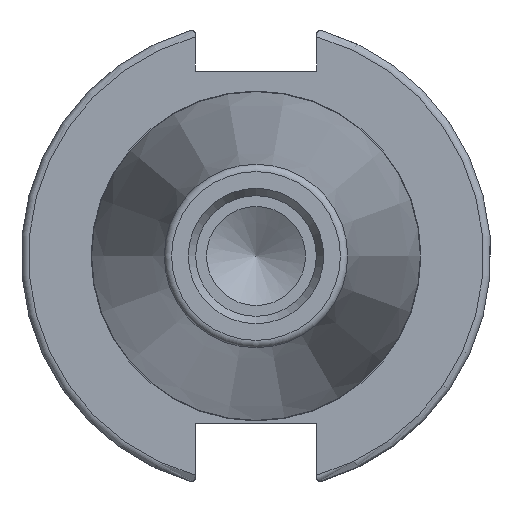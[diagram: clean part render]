
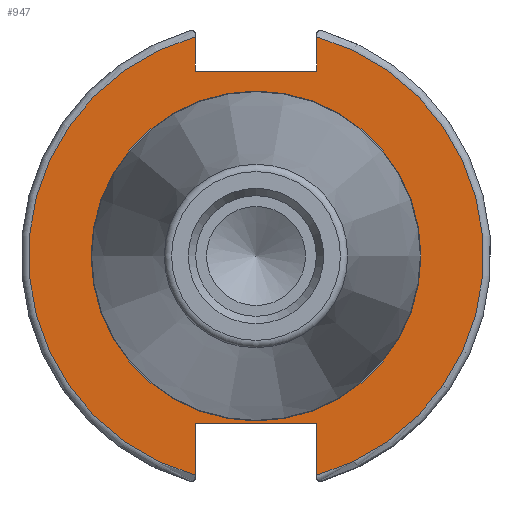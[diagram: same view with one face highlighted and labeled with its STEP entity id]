
A CAD part, left-side view. The second image highlights one B-rep face of the part: STEP entity #947.
In plain terms, the highlighted planar face has unit normal (-1, 0, 0).
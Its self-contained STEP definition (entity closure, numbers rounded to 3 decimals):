
#30=FACE_BOUND('',#174,.T.);
#59=CIRCLE('',#1030,30.75);
#61=CIRCLE('',#1033,30.75);
#62=CIRCLE('',#1034,22.3);
#116=FACE_OUTER_BOUND('',#173,.T.);
#173=EDGE_LOOP('',(#656,#657,#658,#659,#660,#661,#662,#663));
#174=EDGE_LOOP('',(#664));
#253=LINE('',#1457,#311);
#256=LINE('',#1511,#314);
#257=LINE('',#1513,#315);
#258=LINE('',#1517,#316);
#259=LINE('',#1519,#317);
#260=LINE('',#1520,#318);
#311=VECTOR('',#1145,10.);
#314=VECTOR('',#1168,10.);
#315=VECTOR('',#1169,10.);
#316=VECTOR('',#1172,10.);
#317=VECTOR('',#1173,10.);
#318=VECTOR('',#1174,10.);
#381=VERTEX_POINT('',#1421);
#391=VERTEX_POINT('',#1455);
#398=VERTEX_POINT('',#1490);
#401=VERTEX_POINT('',#1510);
#402=VERTEX_POINT('',#1512);
#403=VERTEX_POINT('',#1514);
#404=VERTEX_POINT('',#1516);
#405=VERTEX_POINT('',#1518);
#406=VERTEX_POINT('',#1521);
#488=EDGE_CURVE('',#381,#391,#253,.T.);
#498=EDGE_CURVE('',#381,#398,#59,.T.);
#502=EDGE_CURVE('',#391,#401,#256,.T.);
#503=EDGE_CURVE('',#401,#402,#257,.T.);
#504=EDGE_CURVE('',#403,#402,#61,.T.);
#505=EDGE_CURVE('',#403,#404,#258,.T.);
#506=EDGE_CURVE('',#404,#405,#259,.T.);
#507=EDGE_CURVE('',#405,#398,#260,.T.);
#508=EDGE_CURVE('',#406,#406,#62,.T.);
#656=ORIENTED_EDGE('',*,*,#488,.T.);
#657=ORIENTED_EDGE('',*,*,#502,.T.);
#658=ORIENTED_EDGE('',*,*,#503,.T.);
#659=ORIENTED_EDGE('',*,*,#504,.F.);
#660=ORIENTED_EDGE('',*,*,#505,.T.);
#661=ORIENTED_EDGE('',*,*,#506,.T.);
#662=ORIENTED_EDGE('',*,*,#507,.T.);
#663=ORIENTED_EDGE('',*,*,#498,.F.);
#664=ORIENTED_EDGE('',*,*,#508,.F.);
#921=PLANE('',#1032);
#947=ADVANCED_FACE('',(#116,#30),#921,.T.);
#1030=AXIS2_PLACEMENT_3D('',#1491,#1162,#1163);
#1032=AXIS2_PLACEMENT_3D('',#1509,#1166,#1167);
#1033=AXIS2_PLACEMENT_3D('',#1515,#1170,#1171);
#1034=AXIS2_PLACEMENT_3D('',#1522,#1175,#1176);
#1145=DIRECTION('',(0.,0.,1.));
#1162=DIRECTION('center_axis',(1.,0.,0.));
#1163=DIRECTION('ref_axis',(0.,1.,0.));
#1166=DIRECTION('center_axis',(-1.,0.,0.));
#1167=DIRECTION('ref_axis',(0.,0.,1.));
#1168=DIRECTION('',(0.,-1.,0.));
#1169=DIRECTION('',(0.,0.,-1.));
#1170=DIRECTION('center_axis',(1.,0.,0.));
#1171=DIRECTION('ref_axis',(0.,-1.,0.));
#1172=DIRECTION('',(0.,0.,-1.));
#1173=DIRECTION('',(0.,1.,0.));
#1174=DIRECTION('',(0.,0.,1.));
#1175=DIRECTION('center_axis',(-1.,0.,0.));
#1176=DIRECTION('ref_axis',(0.,-1.,0.));
#1421=CARTESIAN_POINT('',(3.175,8.193,-29.638));
#1455=CARTESIAN_POINT('',(3.175,8.193,-22.6));
#1457=CARTESIAN_POINT('',(3.175,8.193,-11.3));
#1490=CARTESIAN_POINT('',(3.175,8.19,29.639));
#1491=CARTESIAN_POINT('Origin',(3.175,0.,0.));
#1509=CARTESIAN_POINT('Origin',(3.175,31.75,0.));
#1510=CARTESIAN_POINT('',(3.175,-8.19,-22.6));
#1511=CARTESIAN_POINT('',(3.175,15.876,-22.6));
#1512=CARTESIAN_POINT('',(3.175,-8.19,-29.639));
#1513=CARTESIAN_POINT('',(3.175,-8.19,-11.3));
#1514=CARTESIAN_POINT('',(3.175,-8.193,29.638));
#1515=CARTESIAN_POINT('Origin',(3.175,0.,0.));
#1516=CARTESIAN_POINT('',(3.175,-8.193,25.));
#1517=CARTESIAN_POINT('',(3.175,-8.193,12.5));
#1518=CARTESIAN_POINT('',(3.175,8.19,25.));
#1519=CARTESIAN_POINT('',(3.175,15.874,25.));
#1520=CARTESIAN_POINT('',(3.175,8.19,12.5));
#1521=CARTESIAN_POINT('',(3.175,0.,22.3));
#1522=CARTESIAN_POINT('Origin',(3.175,0.,0.));
